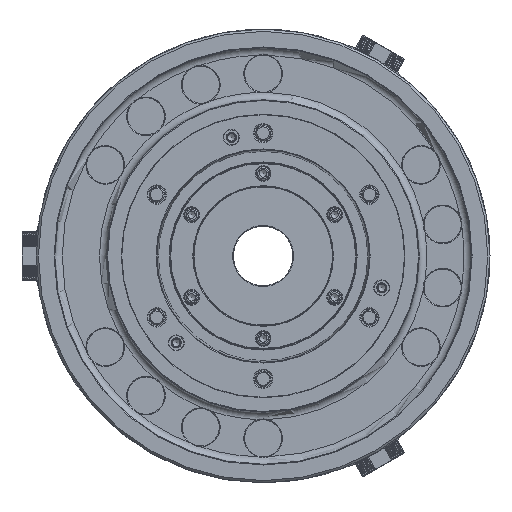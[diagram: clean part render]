
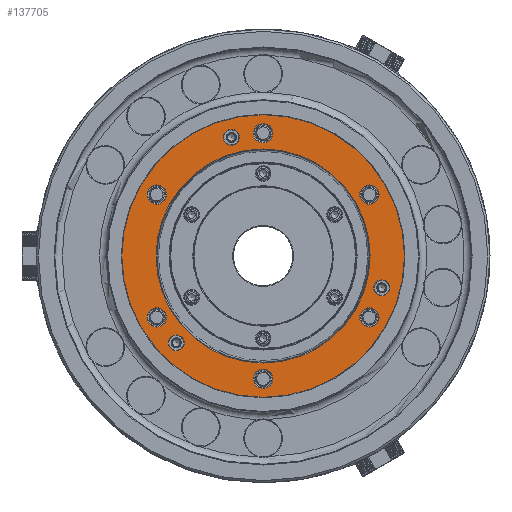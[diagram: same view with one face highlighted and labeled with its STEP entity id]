
A CAD part, left-side view. The second image highlights one B-rep face of the part: STEP entity #137705.
In plain terms, the highlighted planar face has unit normal (-1, 0, 0).
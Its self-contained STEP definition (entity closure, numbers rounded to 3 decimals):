
#2562=CIRCLE('',#144063,190.);
#2563=CIRCLE('',#144065,13.);
#2564=CIRCLE('',#144066,13.);
#2565=CIRCLE('',#144067,13.);
#2566=CIRCLE('',#144068,13.);
#2567=CIRCLE('',#144069,13.);
#2568=CIRCLE('',#144070,13.);
#2569=CIRCLE('',#144071,143.875);
#2570=CIRCLE('',#144072,10.6);
#2571=CIRCLE('',#144073,10.6);
#2572=CIRCLE('',#144074,10.6);
#33342=ORIENTED_EDGE('',*,*,#48624,.T.);
#33343=ORIENTED_EDGE('',*,*,#48625,.F.);
#33344=ORIENTED_EDGE('',*,*,#48626,.F.);
#33345=ORIENTED_EDGE('',*,*,#48627,.F.);
#33346=ORIENTED_EDGE('',*,*,#48628,.F.);
#33347=ORIENTED_EDGE('',*,*,#48629,.F.);
#33348=ORIENTED_EDGE('',*,*,#48630,.F.);
#33349=ORIENTED_EDGE('',*,*,#48631,.F.);
#33350=ORIENTED_EDGE('',*,*,#48632,.F.);
#33351=ORIENTED_EDGE('',*,*,#48633,.F.);
#33352=ORIENTED_EDGE('',*,*,#48634,.F.);
#48624=EDGE_CURVE('',#58469,#58469,#2562,.T.);
#48625=EDGE_CURVE('',#58470,#58470,#2563,.T.);
#48626=EDGE_CURVE('',#58471,#58471,#2564,.T.);
#48627=EDGE_CURVE('',#58472,#58472,#2565,.T.);
#48628=EDGE_CURVE('',#58473,#58473,#2566,.T.);
#48629=EDGE_CURVE('',#58474,#58474,#2567,.T.);
#48630=EDGE_CURVE('',#58475,#58475,#2568,.T.);
#48631=EDGE_CURVE('',#58476,#58476,#2569,.T.);
#48632=EDGE_CURVE('',#58477,#58477,#2570,.T.);
#48633=EDGE_CURVE('',#58478,#58478,#2571,.T.);
#48634=EDGE_CURVE('',#58479,#58479,#2572,.T.);
#58469=VERTEX_POINT('',#210404);
#58470=VERTEX_POINT('',#210407);
#58471=VERTEX_POINT('',#210409);
#58472=VERTEX_POINT('',#210411);
#58473=VERTEX_POINT('',#210413);
#58474=VERTEX_POINT('',#210415);
#58475=VERTEX_POINT('',#210417);
#58476=VERTEX_POINT('',#210419);
#58477=VERTEX_POINT('',#210421);
#58478=VERTEX_POINT('',#210423);
#58479=VERTEX_POINT('',#210425);
#90500=EDGE_LOOP('',(#33342));
#90501=EDGE_LOOP('',(#33343));
#90502=EDGE_LOOP('',(#33344));
#90503=EDGE_LOOP('',(#33345));
#90504=EDGE_LOOP('',(#33346));
#90505=EDGE_LOOP('',(#33347));
#90506=EDGE_LOOP('',(#33348));
#90507=EDGE_LOOP('',(#33349));
#90508=EDGE_LOOP('',(#33350));
#90509=EDGE_LOOP('',(#33351));
#90510=EDGE_LOOP('',(#33352));
#96021=FACE_BOUND('',#90500,.T.);
#96022=FACE_BOUND('',#90501,.T.);
#96023=FACE_BOUND('',#90502,.T.);
#96024=FACE_BOUND('',#90503,.T.);
#96025=FACE_BOUND('',#90504,.T.);
#96026=FACE_BOUND('',#90505,.T.);
#96027=FACE_BOUND('',#90506,.T.);
#96028=FACE_BOUND('',#90507,.T.);
#96029=FACE_BOUND('',#90508,.T.);
#96030=FACE_BOUND('',#90509,.T.);
#96031=FACE_BOUND('',#90510,.T.);
#99956=PLANE('',#144064);
#137705=ADVANCED_FACE('',(#96021,#96022,#96023,#96024,#96025,#96026,#96027,
#96028,#96029,#96030,#96031),#99956,.T.);
#144063=AXIS2_PLACEMENT_3D('',#210403,#169990,#169991);
#144064=AXIS2_PLACEMENT_3D('',#210405,#169992,#169993);
#144065=AXIS2_PLACEMENT_3D('',#210406,#169994,#169995);
#144066=AXIS2_PLACEMENT_3D('',#210408,#169996,#169997);
#144067=AXIS2_PLACEMENT_3D('',#210410,#169998,#169999);
#144068=AXIS2_PLACEMENT_3D('',#210412,#170000,#170001);
#144069=AXIS2_PLACEMENT_3D('',#210414,#170002,#170003);
#144070=AXIS2_PLACEMENT_3D('',#210416,#170004,#170005);
#144071=AXIS2_PLACEMENT_3D('',#210418,#170006,#170007);
#144072=AXIS2_PLACEMENT_3D('',#210420,#170008,#170009);
#144073=AXIS2_PLACEMENT_3D('',#210422,#170010,#170011);
#144074=AXIS2_PLACEMENT_3D('',#210424,#170012,#170013);
#169990=DIRECTION('',(-1.,0.,0.));
#169991=DIRECTION('',(0.,0.,1.));
#169992=DIRECTION('',(-1.,0.,0.));
#169993=DIRECTION('',(0.,0.,1.));
#169994=DIRECTION('',(-1.,0.,0.));
#169995=DIRECTION('',(0.,0.,1.));
#169996=DIRECTION('',(-1.,0.,0.));
#169997=DIRECTION('',(0.,0.,1.));
#169998=DIRECTION('',(-1.,0.,0.));
#169999=DIRECTION('',(0.,0.,1.));
#170000=DIRECTION('',(-1.,0.,0.));
#170001=DIRECTION('',(0.,0.,1.));
#170002=DIRECTION('',(-1.,0.,0.));
#170003=DIRECTION('',(0.,0.,1.));
#170004=DIRECTION('',(-1.,0.,0.));
#170005=DIRECTION('',(0.,0.,1.));
#170006=DIRECTION('',(-1.,0.,0.));
#170007=DIRECTION('',(0.,0.,1.));
#170008=DIRECTION('',(-1.,0.,0.));
#170009=DIRECTION('',(0.,0.,1.));
#170010=DIRECTION('',(-1.,0.,0.));
#170011=DIRECTION('',(0.,0.,1.));
#170012=DIRECTION('',(-1.,0.,0.));
#170013=DIRECTION('',(0.,0.,1.));
#210403=CARTESIAN_POINT('',(-12.687,0.,0.));
#210404=CARTESIAN_POINT('',(-12.687,0.,190.));
#210405=CARTESIAN_POINT('',(-12.687,0.,142.875));
#210406=CARTESIAN_POINT('',(-12.687,142.981,-82.55));
#210407=CARTESIAN_POINT('',(-12.687,142.981,-69.55));
#210408=CARTESIAN_POINT('',(-12.687,0.,-165.1));
#210409=CARTESIAN_POINT('',(-12.687,0.,-152.1));
#210410=CARTESIAN_POINT('',(-12.687,-142.981,-82.55));
#210411=CARTESIAN_POINT('',(-12.687,-142.981,-69.55));
#210412=CARTESIAN_POINT('',(-12.687,-142.981,82.55));
#210413=CARTESIAN_POINT('',(-12.687,-142.981,95.55));
#210414=CARTESIAN_POINT('',(-12.687,0.,165.1));
#210415=CARTESIAN_POINT('',(-12.687,0.,178.1));
#210416=CARTESIAN_POINT('',(-12.687,142.981,82.55));
#210417=CARTESIAN_POINT('',(-12.687,142.981,95.55));
#210418=CARTESIAN_POINT('',(-12.687,0.,0.));
#210419=CARTESIAN_POINT('',(-12.687,0.,143.875));
#210420=CARTESIAN_POINT('',(-12.687,-116.743,116.743));
#210421=CARTESIAN_POINT('',(-12.687,-116.743,127.343));
#210422=CARTESIAN_POINT('',(-12.687,-42.731,-159.474));
#210423=CARTESIAN_POINT('',(-12.687,-42.731,-148.874));
#210424=CARTESIAN_POINT('',(-12.687,159.474,42.731));
#210425=CARTESIAN_POINT('',(-12.687,159.474,53.331));
